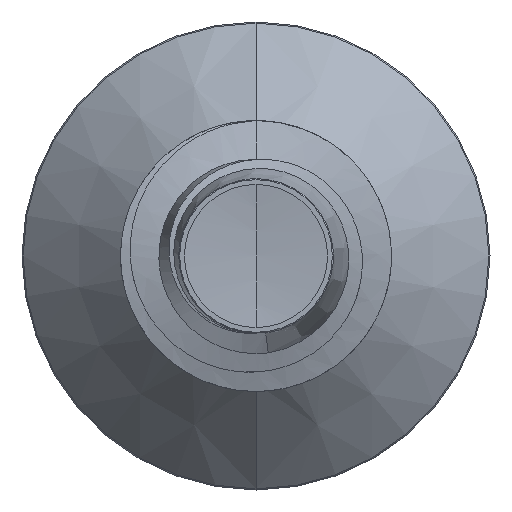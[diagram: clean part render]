
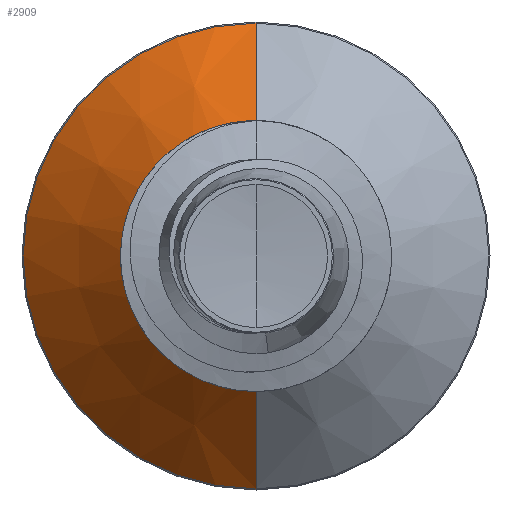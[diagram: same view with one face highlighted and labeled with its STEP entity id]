
A CAD part, front view. The second image highlights one B-rep face of the part: STEP entity #2909.
In plain terms, the highlighted conical face has half-angle 45 degrees and reference radius 1.034 mm.
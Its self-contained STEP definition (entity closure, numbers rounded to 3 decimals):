
#254 = CIRCLE ( 'NONE', #3643, 1.89 ) ;
#294 = CARTESIAN_POINT ( 'NONE',  ( 0., 2.784, 1.034 ) ) ;
#352 = FACE_OUTER_BOUND ( 'NONE', #5994, .T. ) ;
#582 = ORIENTED_EDGE ( 'NONE', *, *, #1507, .F. ) ;
#822 = EDGE_CURVE ( 'NONE', #6791, #5402, #254, .T. ) ;
#1507 = EDGE_CURVE ( 'NONE', #5088, #6791, #7654, .T. ) ;
#1730 = DIRECTION ( 'NONE',  ( 0., 1., 0. ) ) ;
#1734 = LINE ( 'NONE', #7053, #4891 ) ;
#2268 = DIRECTION ( 'NONE',  ( 0., 0., 1. ) ) ;
#2351 = ORIENTED_EDGE ( 'NONE', *, *, #7502, .T. ) ;
#2758 = CARTESIAN_POINT ( 'NONE',  ( 0., 3.64, 1.89 ) ) ;
#2847 = VERTEX_POINT ( 'NONE', #294 ) ;
#2909 = ADVANCED_FACE ( 'NONE', ( #352 ), #7741, .T. ) ;
#3323 = AXIS2_PLACEMENT_3D ( 'NONE', #4056, #5159, #6993 ) ;
#3643 = AXIS2_PLACEMENT_3D ( 'NONE', #6716, #7960, #2268 ) ;
#3955 = EDGE_CURVE ( 'NONE', #2847, #5402, #1734, .T. ) ;
#4056 = CARTESIAN_POINT ( 'NONE',  ( 0., 2.784, 0. ) ) ;
#4119 = ORIENTED_EDGE ( 'NONE', *, *, #3955, .T. ) ;
#4424 = VECTOR ( 'NONE', #6832, 1000. ) ;
#4891 = VECTOR ( 'NONE', #6895, 1000. ) ;
#5088 = VERTEX_POINT ( 'NONE', #6239 ) ;
#5159 = DIRECTION ( 'NONE',  ( 0., 1., 0. ) ) ;
#5402 = VERTEX_POINT ( 'NONE', #2758 ) ;
#5506 = CARTESIAN_POINT ( 'NONE',  ( 0., 2.784, 0. ) ) ;
#5994 = EDGE_LOOP ( 'NONE', ( #582, #2351, #4119, #6688 ) ) ;
#6150 = DIRECTION ( 'NONE',  ( 0., 0., 1. ) ) ;
#6239 = CARTESIAN_POINT ( 'NONE',  ( 0., 2.784, -1.034 ) ) ;
#6571 = AXIS2_PLACEMENT_3D ( 'NONE', #5506, #1730, #6150 ) ;
#6688 = ORIENTED_EDGE ( 'NONE', *, *, #822, .F. ) ;
#6716 = CARTESIAN_POINT ( 'NONE',  ( 0., 3.64, 0. ) ) ;
#6791 = VERTEX_POINT ( 'NONE', #7987 ) ;
#6832 = DIRECTION ( 'NONE',  ( 0., 0.707, -0.707 ) ) ;
#6895 = DIRECTION ( 'NONE',  ( 0., 0.707, 0.707 ) ) ;
#6993 = DIRECTION ( 'NONE',  ( 0., 0., 1. ) ) ;
#7053 = CARTESIAN_POINT ( 'NONE',  ( 0., 2.784, 1.034 ) ) ;
#7502 = EDGE_CURVE ( 'NONE', #5088, #2847, #7915, .T. ) ;
#7654 = LINE ( 'NONE', #8149, #4424 ) ;
#7741 = CONICAL_SURFACE ( 'NONE', #3323, 1.034, 0.785 ) ;
#7915 = CIRCLE ( 'NONE', #6571, 1.034 ) ;
#7960 = DIRECTION ( 'NONE',  ( 0., 1., 0. ) ) ;
#7987 = CARTESIAN_POINT ( 'NONE',  ( 0., 3.64, -1.89 ) ) ;
#8149 = CARTESIAN_POINT ( 'NONE',  ( 0., 2.784, -1.034 ) ) ;
